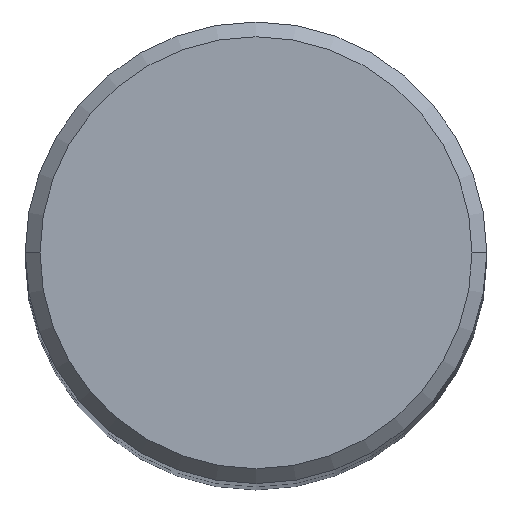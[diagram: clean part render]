
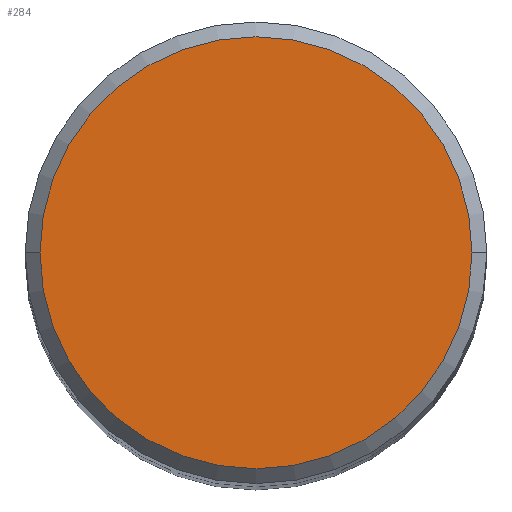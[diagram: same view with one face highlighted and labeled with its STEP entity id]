
A CAD part, top view. The second image highlights one B-rep face of the part: STEP entity #284.
In plain terms, the highlighted planar face has unit normal (0, 0, 1).
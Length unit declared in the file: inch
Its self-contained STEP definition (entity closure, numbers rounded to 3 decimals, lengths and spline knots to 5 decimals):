
#23 = DIRECTION ( 'NONE',  ( 0., 0., -1. ) ) ;
#33 = EDGE_LOOP ( 'NONE', ( #95, #265 ) ) ;
#52 = DIRECTION ( 'NONE',  ( -1., 0., 0. ) ) ;
#56 = CARTESIAN_POINT ( 'NONE',  ( -0.2925, 0., 0. ) ) ;
#95 = ORIENTED_EDGE ( 'NONE', *, *, #216, .T. ) ;
#140 = CARTESIAN_POINT ( 'NONE',  ( 0., 0., 0. ) ) ;
#163 = AXIS2_PLACEMENT_3D ( 'NONE', #362, #312, #336 ) ;
#169 = CARTESIAN_POINT ( 'NONE',  ( 0., 0.2925, 0. ) ) ;
#191 = AXIS2_PLACEMENT_3D ( 'NONE', #140, #195, #227 ) ;
#195 = DIRECTION ( 'NONE',  ( 0., 0., 1. ) ) ;
#216 = EDGE_CURVE ( 'NONE', #320, #343, #354, .T. ) ;
#227 = DIRECTION ( 'NONE',  ( 1., 0., 0. ) ) ;
#228 = AXIS2_PLACEMENT_3D ( 'NONE', #169, #23, #52 ) ;
#231 = PLANE ( 'NONE',  #228 ) ;
#265 = ORIENTED_EDGE ( 'NONE', *, *, #344, .T. ) ;
#282 = CARTESIAN_POINT ( 'NONE',  ( 0.2925, 0., 0. ) ) ;
#284 = ADVANCED_FACE ( 'NONE', ( #366 ), #231, .F. ) ;
#312 = DIRECTION ( 'NONE',  ( 0., 0., 1. ) ) ;
#320 = VERTEX_POINT ( 'NONE', #56 ) ;
#336 = DIRECTION ( 'NONE',  ( 1., 0., 0. ) ) ;
#343 = VERTEX_POINT ( 'NONE', #282 ) ;
#344 = EDGE_CURVE ( 'NONE', #343, #320, #347, .T. ) ;
#347 = CIRCLE ( 'NONE', #191, 0.2925 ) ;
#354 = CIRCLE ( 'NONE', #163, 0.2925 ) ;
#362 = CARTESIAN_POINT ( 'NONE',  ( 0., 0., 0. ) ) ;
#366 = FACE_OUTER_BOUND ( 'NONE', #33, .T. ) ;
